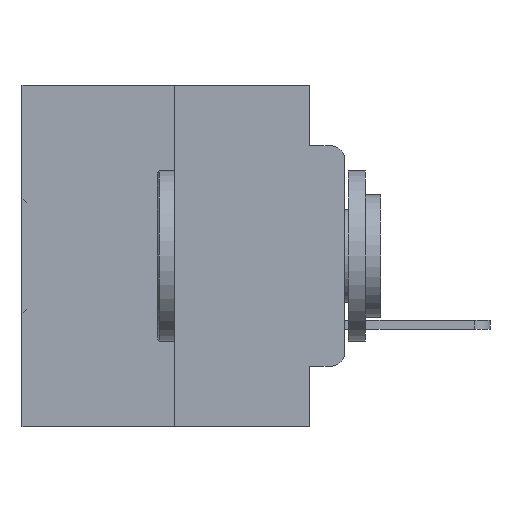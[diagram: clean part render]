
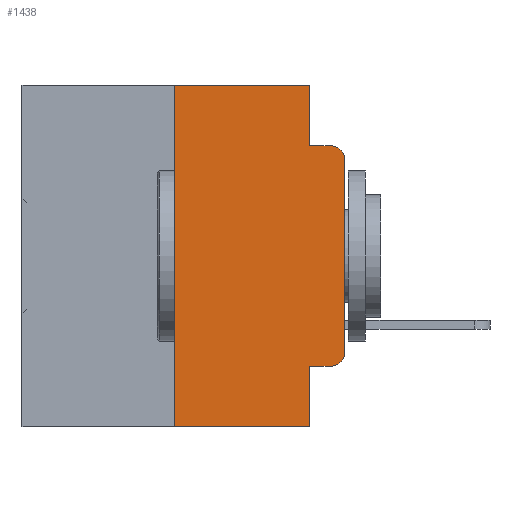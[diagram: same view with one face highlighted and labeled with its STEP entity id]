
A CAD part, left-side view. The second image highlights one B-rep face of the part: STEP entity #1438.
In plain terms, the highlighted planar face has unit normal (-1, 0, 0).
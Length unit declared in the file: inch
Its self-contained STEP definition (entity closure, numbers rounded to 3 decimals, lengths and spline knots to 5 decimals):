
#64 = ORIENTED_EDGE ( 'NONE', *, *, #8205, .F. ) ;
#776 = VERTEX_POINT ( 'NONE', #10105 ) ;
#830 = CARTESIAN_POINT ( 'NONE',  ( 0., 0., 0. ) ) ;
#1217 = VERTEX_POINT ( 'NONE', #22652 ) ;
#1438 = ADVANCED_FACE ( 'NONE', ( #33174 ), #16537, .F. ) ;
#1620 = CARTESIAN_POINT ( 'NONE',  ( 0., 0.02, -0.1085 ) ) ;
#1872 = VECTOR ( 'NONE', #13553, 39.37008 ) ;
#1982 = LINE ( 'NONE', #9234, #24589 ) ;
#2783 = DIRECTION ( 'NONE',  ( 0., 0., -1. ) ) ;
#4485 = DIRECTION ( 'NONE',  ( 0., 0., -1. ) ) ;
#4504 = VERTEX_POINT ( 'NONE', #18487 ) ;
#4533 = LINE ( 'NONE', #21407, #11185 ) ;
#4715 = AXIS2_PLACEMENT_3D ( 'NONE', #1620, #20933, #4485 ) ;
#5220 = EDGE_CURVE ( 'NONE', #30533, #1217, #30765, .T. ) ;
#5498 = DIRECTION ( 'NONE',  ( 0., 0., -1. ) ) ;
#6276 = CARTESIAN_POINT ( 'NONE',  ( 0., 0.051, -0.4115 ) ) ;
#7271 = EDGE_CURVE ( 'NONE', #4504, #15926, #1982, .T. ) ;
#7680 = CARTESIAN_POINT ( 'NONE',  ( 0., 0.051, 0. ) ) ;
#8102 = EDGE_CURVE ( 'NONE', #25358, #23988, #15416, .T. ) ;
#8106 = EDGE_CURVE ( 'NONE', #23988, #25152, #29099, .T. ) ;
#8157 = EDGE_CURVE ( 'NONE', #776, #25152, #32958, .T. ) ;
#8196 = EDGE_CURVE ( 'NONE', #1217, #776, #19184, .T. ) ;
#8198 = EDGE_CURVE ( 'NONE', #4504, #30533, #4533, .T. ) ;
#8205 = EDGE_CURVE ( 'NONE', #21523, #15926, #12887, .T. ) ;
#8246 = EDGE_CURVE ( 'NONE', #21523, #30329, #30177, .T. ) ;
#8296 = EDGE_CURVE ( 'NONE', #30329, #25358, #27994, .T. ) ;
#8902 = DIRECTION ( 'NONE',  ( 0., -1., 0. ) ) ;
#9234 = CARTESIAN_POINT ( 'NONE',  ( 0., 0.473, -0.5 ) ) ;
#9300 = DIRECTION ( 'NONE',  ( 0., -1., 0. ) ) ;
#9431 = CARTESIAN_POINT ( 'NONE',  ( 0., 0.473, 0. ) ) ;
#10105 = CARTESIAN_POINT ( 'NONE',  ( 0., 0.051, -0.0885 ) ) ;
#10447 = CARTESIAN_POINT ( 'NONE',  ( 0., 0., -0.3915 ) ) ;
#11185 = VECTOR ( 'NONE', #23978, 39.37008 ) ;
#11636 = DIRECTION ( 'NONE',  ( 1., 0., 0. ) ) ;
#12378 = DIRECTION ( 'NONE',  ( 0., 0., 1. ) ) ;
#12887 = LINE ( 'NONE', #7680, #24495 ) ;
#13144 = CARTESIAN_POINT ( 'NONE',  ( 0., 0., -0.1085 ) ) ;
#13201 = CARTESIAN_POINT ( 'NONE',  ( 0., 0.051, -0.0885 ) ) ;
#13325 = CARTESIAN_POINT ( 'NONE',  ( 0., 0.051, 0. ) ) ;
#13553 = DIRECTION ( 'NONE',  ( 0., -1., 0. ) ) ;
#13653 = CARTESIAN_POINT ( 'NONE',  ( 0., 0.25, 0. ) ) ;
#15211 = AXIS2_PLACEMENT_3D ( 'NONE', #33824, #19271, #2783 ) ;
#15416 = LINE ( 'NONE', #830, #28367 ) ;
#15455 = ORIENTED_EDGE ( 'NONE', *, *, #8296, .T. ) ;
#15926 = VERTEX_POINT ( 'NONE', #24792 ) ;
#16537 = PLANE ( 'NONE',  #21782 ) ;
#16656 = CARTESIAN_POINT ( 'NONE',  ( 0., 0.473, 0. ) ) ;
#17374 = VECTOR ( 'NONE', #9300, 39.37008 ) ;
#17881 = ORIENTED_EDGE ( 'NONE', *, *, #8102, .T. ) ;
#17894 = CARTESIAN_POINT ( 'NONE',  ( 0., 0.02, -0.0885 ) ) ;
#18186 = ORIENTED_EDGE ( 'NONE', *, *, #7271, .T. ) ;
#18409 = ORIENTED_EDGE ( 'NONE', *, *, #8106, .T. ) ;
#18487 = CARTESIAN_POINT ( 'NONE',  ( 0., 0.25, -0.5 ) ) ;
#19184 = LINE ( 'NONE', #13325, #25303 ) ;
#19271 = DIRECTION ( 'NONE',  ( -1., 0., 0. ) ) ;
#19871 = ORIENTED_EDGE ( 'NONE', *, *, #8157, .F. ) ;
#20489 = EDGE_LOOP ( 'NONE', ( #17881, #18409, #19871, #33669, #33917, #29104, #18186, #64, #32528, #15455 ) ) ;
#20933 = DIRECTION ( 'NONE',  ( -1., 0., 0. ) ) ;
#21407 = CARTESIAN_POINT ( 'NONE',  ( 0., 0.25, 0. ) ) ;
#21523 = VERTEX_POINT ( 'NONE', #6276 ) ;
#21782 = AXIS2_PLACEMENT_3D ( 'NONE', #16656, #11636, #5498 ) ;
#22652 = CARTESIAN_POINT ( 'NONE',  ( 0., 0.051, 0. ) ) ;
#23978 = DIRECTION ( 'NONE',  ( 0., 0., 1. ) ) ;
#23988 = VERTEX_POINT ( 'NONE', #13144 ) ;
#24495 = VECTOR ( 'NONE', #28930, 39.37008 ) ;
#24589 = VECTOR ( 'NONE', #8902, 39.37008 ) ;
#24792 = CARTESIAN_POINT ( 'NONE',  ( 0., 0.051, -0.5 ) ) ;
#25152 = VERTEX_POINT ( 'NONE', #17894 ) ;
#25303 = VECTOR ( 'NONE', #31133, 39.37008 ) ;
#25358 = VERTEX_POINT ( 'NONE', #10447 ) ;
#26759 = CARTESIAN_POINT ( 'NONE',  ( 0., 0.051, -0.4115 ) ) ;
#27994 = CIRCLE ( 'NONE', #15211, 0.02 ) ;
#28367 = VECTOR ( 'NONE', #12378, 39.37008 ) ;
#28718 = CARTESIAN_POINT ( 'NONE',  ( 0., 0.02, -0.4115 ) ) ;
#28930 = DIRECTION ( 'NONE',  ( 0., 0., -1. ) ) ;
#29099 = CIRCLE ( 'NONE', #4715, 0.02 ) ;
#29104 = ORIENTED_EDGE ( 'NONE', *, *, #8198, .F. ) ;
#30177 = LINE ( 'NONE', #26759, #1872 ) ;
#30329 = VERTEX_POINT ( 'NONE', #28718 ) ;
#30533 = VERTEX_POINT ( 'NONE', #13653 ) ;
#30765 = LINE ( 'NONE', #9431, #17374 ) ;
#31133 = DIRECTION ( 'NONE',  ( 0., 0., -1. ) ) ;
#32275 = VECTOR ( 'NONE', #33254, 39.37008 ) ;
#32528 = ORIENTED_EDGE ( 'NONE', *, *, #8246, .T. ) ;
#32958 = LINE ( 'NONE', #13201, #32275 ) ;
#33174 = FACE_OUTER_BOUND ( 'NONE', #20489, .T. ) ;
#33254 = DIRECTION ( 'NONE',  ( 0., -1., 0. ) ) ;
#33669 = ORIENTED_EDGE ( 'NONE', *, *, #8196, .F. ) ;
#33824 = CARTESIAN_POINT ( 'NONE',  ( 0., 0.02, -0.3915 ) ) ;
#33917 = ORIENTED_EDGE ( 'NONE', *, *, #5220, .F. ) ;
